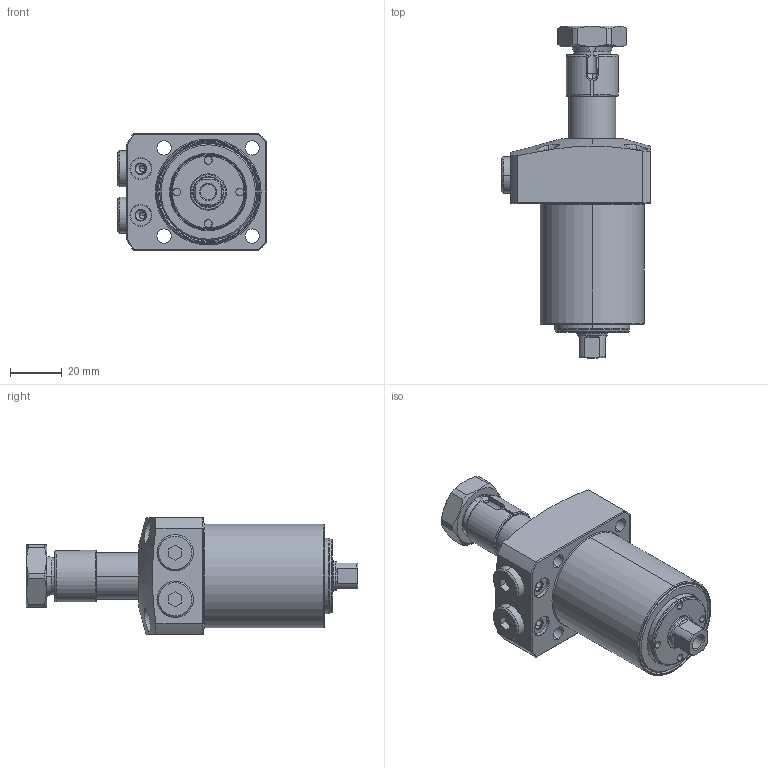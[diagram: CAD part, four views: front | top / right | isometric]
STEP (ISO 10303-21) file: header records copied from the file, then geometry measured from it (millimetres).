
FILE_DESCRIPTION (( 'STEP AP203' ), '1' );
FILE_NAME ('LHA0400-CRD.STEP', '2018-12-15T05:40:31', ( '微软用户' ), ( '微软中国' ), 'SwSTEP 2.0', 'SolidWorks 2012', '' );
FILE_SCHEMA (( 'CONFIG_CONTROL_DESIGN' ));
Length unit declared in the file: millimetre
Products named in the file (8): LHA0400-CRD; Gȼ__8; LHA0400-槭暌溛(蹬怮椔); LHA0400-咂衝椳紕_蹬怮椔); LHA0400-D菛巍; LHA0400-楓羔_DM); LHA0400-ů_; LHA0400-簸忣諍匏_
Assembly tree (8 placements, depth 2):
  LHA0400-CRD
    LHA0400-槭暌溛(蹬怮椔)
    LHA0400-咂衝椳紕_蹬怮椔)
    LHA0400-D菛巍
    LHA0400-楓羔_DM)
    LHA0400-ů_
    LHA0400-簸忣諍匏_
    Gȼ__8  x2
Bounding box: 57.5 x 128 x 45 mm (x, y, z)
Volume: 127622.9 mm3; surface area: 29243.1 mm2
Topology: 8 solids, 8 shells, 285 faces, 683 edges, 428 vertices
Faces by surface type: cylinder 103, plane 91, cone 61, torus 28, sphere 2
Entity records: 9603 total; most frequent: CARTESIAN_POINT 2354, DIRECTION 1393, ORIENTED_EDGE 1302, EDGE_CURVE 651, AXIS2_PLACEMENT_3D 573, VERTEX_POINT 410, EDGE_LOOP 311, CIRCLE 290
